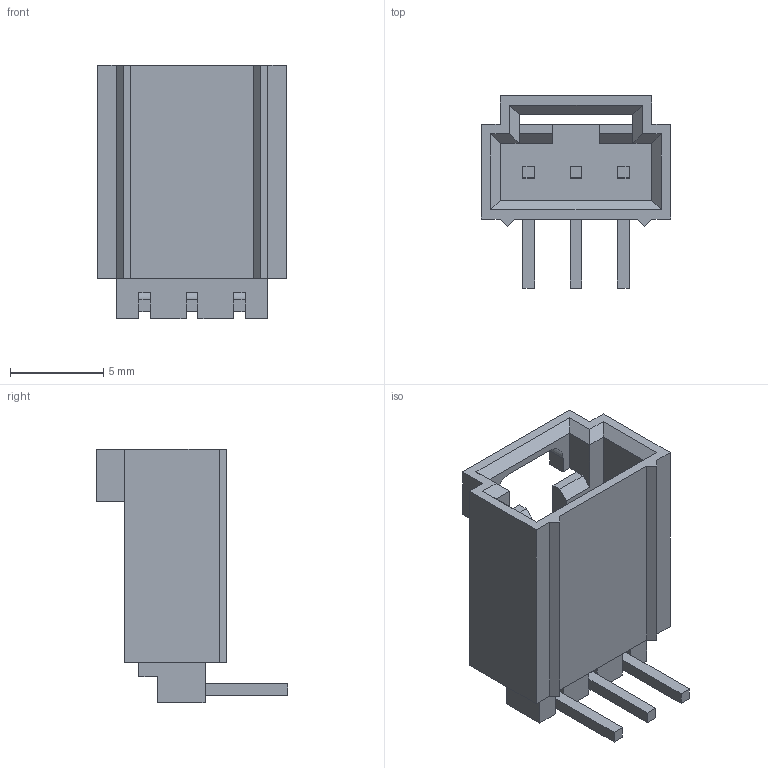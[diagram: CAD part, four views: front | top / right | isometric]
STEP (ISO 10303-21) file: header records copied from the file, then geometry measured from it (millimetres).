
FILE_DESCRIPTION (( 'STEP AP214' ), '1' );
FILE_NAME ('705530002.STEP', '2018-10-20T01:38:09', ( '' ), ( '' ), 'SwSTEP 2.0', 'SolidWorks 2017', '' );
FILE_SCHEMA (( 'AUTOMOTIVE_DESIGN' ));
Length unit declared in the file: inch
Products named in the file (1): 705530002
Bounding box: 10.16 x 10.29 x 13.59 mm (x, y, z)
Volume: 412 mm3; surface area: 795.3 mm2
Topology: 1 solids, 1 shells, 109 faces, 290 edges, 186 vertices
Faces by surface type: plane 101, cylinder 8
Entity records: 4765 total; most frequent: CARTESIAN_POINT 586, ORIENTED_EDGE 580, DIRECTION 526, EDGE_CURVE 290, LINE 274, VECTOR 274, VERTEX_POINT 186, AXIS2_PLACEMENT_3D 126
